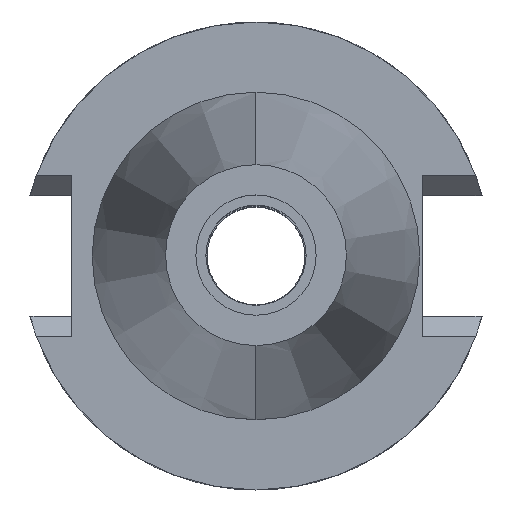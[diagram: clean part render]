
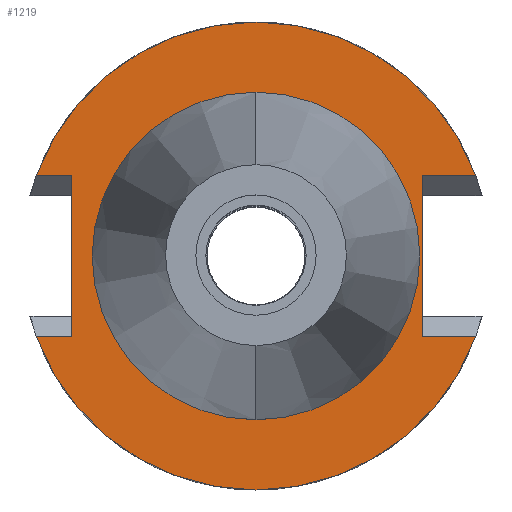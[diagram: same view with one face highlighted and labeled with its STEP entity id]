
A CAD part, top view. The second image highlights one B-rep face of the part: STEP entity #1219.
In plain terms, the highlighted planar face has unit normal (0, 0, 1).
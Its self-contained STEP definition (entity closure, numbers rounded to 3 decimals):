
#12 = DIRECTION ( 'NONE',  ( 1., 0., 0. ) ) ;
#17 = LINE ( 'NONE', #968, #2716 ) ;
#19 = VERTEX_POINT ( 'NONE', #406 ) ;
#24 = DIRECTION ( 'NONE',  ( 0., -1., 0. ) ) ;
#35 = VECTOR ( 'NONE', #2240, 1000. ) ;
#37 = DIRECTION ( 'NONE',  ( 0., -1., 0. ) ) ;
#49 = AXIS2_PLACEMENT_3D ( 'NONE', #2358, #724, #2591 ) ;
#67 = CIRCLE ( 'NONE', #455, 22.225 ) ;
#82 = VECTOR ( 'NONE', #1119, 1000. ) ;
#88 = AXIS2_PLACEMENT_3D ( 'NONE', #2908, #1703, #37 ) ;
#125 = ORIENTED_EDGE ( 'NONE', *, *, #3031, .F. ) ;
#280 = EDGE_LOOP ( 'NONE', ( #125, #1358 ) ) ;
#292 = ORIENTED_EDGE ( 'NONE', *, *, #1297, .T. ) ;
#341 = CIRCLE ( 'NONE', #49, 31.75 ) ;
#345 = CARTESIAN_POINT ( 'NONE',  ( 22.57, -10.89, -1. ) ) ;
#360 = CARTESIAN_POINT ( 'NONE',  ( 0., 0., -1. ) ) ;
#365 = CARTESIAN_POINT ( 'NONE',  ( -24.98, -10.89, -1. ) ) ;
#406 = CARTESIAN_POINT ( 'NONE',  ( -24.98, 10.89, -1. ) ) ;
#455 = AXIS2_PLACEMENT_3D ( 'NONE', #520, #1019, #813 ) ;
#514 = EDGE_CURVE ( 'NONE', #19, #2726, #17, .T. ) ;
#520 = CARTESIAN_POINT ( 'NONE',  ( 0., 0., -1. ) ) ;
#530 = CARTESIAN_POINT ( 'NONE',  ( 22.57, 10.89, -1. ) ) ;
#559 = CARTESIAN_POINT ( 'NONE',  ( -24.98, 10.89, -1. ) ) ;
#561 = ORIENTED_EDGE ( 'NONE', *, *, #1617, .T. ) ;
#724 = DIRECTION ( 'NONE',  ( 0., 0., -1. ) ) ;
#751 = DIRECTION ( 'NONE',  ( -1., 0., 0. ) ) ;
#759 = LINE ( 'NONE', #2655, #2701 ) ;
#763 = CARTESIAN_POINT ( 'NONE',  ( -29.824, 10.89, -1. ) ) ;
#775 = EDGE_CURVE ( 'NONE', #1326, #1719, #1663, .T. ) ;
#813 = DIRECTION ( 'NONE',  ( 0., 1., 0. ) ) ;
#820 = DIRECTION ( 'NONE',  ( 0., -1., 0. ) ) ;
#854 = CARTESIAN_POINT ( 'NONE',  ( 0., 0., -1. ) ) ;
#858 = EDGE_CURVE ( 'NONE', #2726, #1272, #341, .T. ) ;
#870 = CARTESIAN_POINT ( 'NONE',  ( 29.824, 10.89, -1. ) ) ;
#883 = CARTESIAN_POINT ( 'NONE',  ( 29.824, -10.89, -1. ) ) ;
#916 = LINE ( 'NONE', #1383, #1839 ) ;
#943 = CARTESIAN_POINT ( 'NONE',  ( 22.57, -10.89, -1. ) ) ;
#968 = CARTESIAN_POINT ( 'NONE',  ( -24.98, 10.89, -1. ) ) ;
#1010 = CARTESIAN_POINT ( 'NONE',  ( 0., 22.225, -1. ) ) ;
#1019 = DIRECTION ( 'NONE',  ( 0., 0., 1. ) ) ;
#1075 = DIRECTION ( 'NONE',  ( 0., 0., -1. ) ) ;
#1119 = DIRECTION ( 'NONE',  ( 0., -1., 0. ) ) ;
#1155 = EDGE_CURVE ( 'NONE', #1925, #1326, #759, .T. ) ;
#1156 = VERTEX_POINT ( 'NONE', #1010 ) ;
#1219 = ADVANCED_FACE ( 'NONE', ( #1563, #2733 ), #2795, .T. ) ;
#1241 = AXIS2_PLACEMENT_3D ( 'NONE', #854, #1550, #2525 ) ;
#1255 = VECTOR ( 'NONE', #12, 1000. ) ;
#1272 = VERTEX_POINT ( 'NONE', #870 ) ;
#1297 = EDGE_CURVE ( 'NONE', #19, #2509, #2259, .T. ) ;
#1326 = VERTEX_POINT ( 'NONE', #345 ) ;
#1358 = ORIENTED_EDGE ( 'NONE', *, *, #2351, .F. ) ;
#1382 = VERTEX_POINT ( 'NONE', #1438 ) ;
#1383 = CARTESIAN_POINT ( 'NONE',  ( 22.57, 10.89, -1. ) ) ;
#1438 = CARTESIAN_POINT ( 'NONE',  ( 0., -22.225, -1. ) ) ;
#1493 = AXIS2_PLACEMENT_3D ( 'NONE', #360, #1075, #820 ) ;
#1550 = DIRECTION ( 'NONE',  ( 0., 0., 1. ) ) ;
#1563 = FACE_OUTER_BOUND ( 'NONE', #1835, .T. ) ;
#1613 = ORIENTED_EDGE ( 'NONE', *, *, #775, .F. ) ;
#1617 = EDGE_CURVE ( 'NONE', #1925, #1272, #916, .T. ) ;
#1618 = DIRECTION ( 'NONE',  ( 1., 0., 0. ) ) ;
#1663 = LINE ( 'NONE', #943, #1255 ) ;
#1703 = DIRECTION ( 'NONE',  ( 0., 0., 1. ) ) ;
#1719 = VERTEX_POINT ( 'NONE', #883 ) ;
#1748 = CARTESIAN_POINT ( 'NONE',  ( -29.824, -10.89, -1. ) ) ;
#1835 = EDGE_LOOP ( 'NONE', ( #561, #2518, #2936, #292, #2221, #2928, #1613, #2034 ) ) ;
#1839 = VECTOR ( 'NONE', #1618, 1000. ) ;
#1925 = VERTEX_POINT ( 'NONE', #530 ) ;
#1944 = EDGE_CURVE ( 'NONE', #2509, #2872, #2964, .T. ) ;
#1959 = EDGE_CURVE ( 'NONE', #1719, #2872, #2862, .T. ) ;
#2034 = ORIENTED_EDGE ( 'NONE', *, *, #1155, .F. ) ;
#2192 = CIRCLE ( 'NONE', #88, 22.225 ) ;
#2221 = ORIENTED_EDGE ( 'NONE', *, *, #1944, .T. ) ;
#2240 = DIRECTION ( 'NONE',  ( -1., 0., 0. ) ) ;
#2259 = LINE ( 'NONE', #559, #82 ) ;
#2351 = EDGE_CURVE ( 'NONE', #1382, #1156, #2192, .T. ) ;
#2358 = CARTESIAN_POINT ( 'NONE',  ( 0., 0., -1. ) ) ;
#2509 = VERTEX_POINT ( 'NONE', #365 ) ;
#2518 = ORIENTED_EDGE ( 'NONE', *, *, #858, .F. ) ;
#2525 = DIRECTION ( 'NONE',  ( 1., 0., 0. ) ) ;
#2591 = DIRECTION ( 'NONE',  ( 0., 1., 0. ) ) ;
#2655 = CARTESIAN_POINT ( 'NONE',  ( 22.57, 10.89, -1. ) ) ;
#2701 = VECTOR ( 'NONE', #24, 1000. ) ;
#2716 = VECTOR ( 'NONE', #751, 1000. ) ;
#2722 = CARTESIAN_POINT ( 'NONE',  ( -24.98, -10.89, -1. ) ) ;
#2726 = VERTEX_POINT ( 'NONE', #763 ) ;
#2733 = FACE_BOUND ( 'NONE', #280, .T. ) ;
#2795 = PLANE ( 'NONE',  #1241 ) ;
#2862 = CIRCLE ( 'NONE', #1493, 31.75 ) ;
#2872 = VERTEX_POINT ( 'NONE', #1748 ) ;
#2908 = CARTESIAN_POINT ( 'NONE',  ( 0., 0., -1. ) ) ;
#2928 = ORIENTED_EDGE ( 'NONE', *, *, #1959, .F. ) ;
#2936 = ORIENTED_EDGE ( 'NONE', *, *, #514, .F. ) ;
#2964 = LINE ( 'NONE', #2722, #35 ) ;
#3031 = EDGE_CURVE ( 'NONE', #1156, #1382, #67, .T. ) ;
